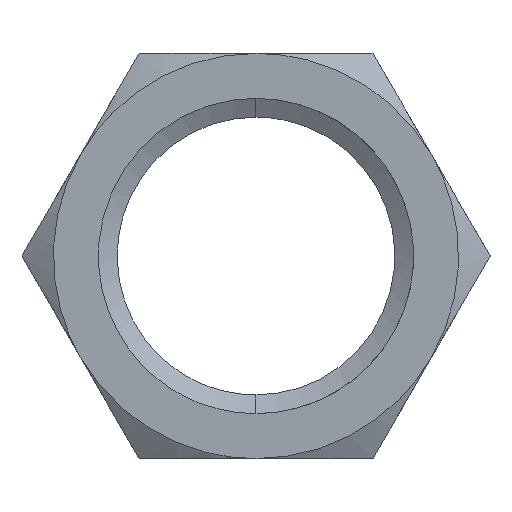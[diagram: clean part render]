
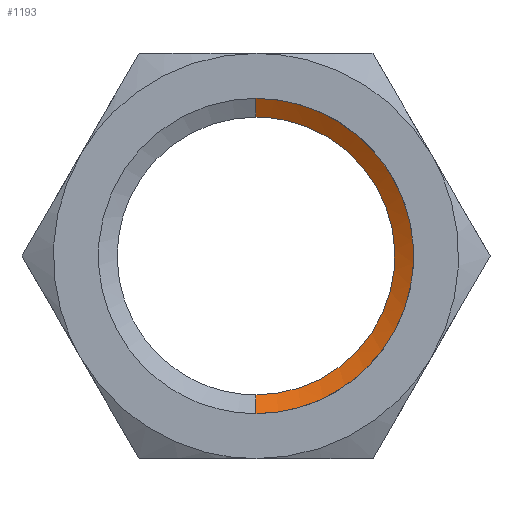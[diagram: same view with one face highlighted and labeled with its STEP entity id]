
A CAD part, front view. The second image highlights one B-rep face of the part: STEP entity #1193.
In plain terms, the highlighted free-form (B-spline) face has degree [1, 3] with [2, 7] control points.
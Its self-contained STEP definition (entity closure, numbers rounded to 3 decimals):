
#2 = CARTESIAN_POINT ( 'NONE',  ( 0., 2.122, -9.25 ) ) ;
#66 = CARTESIAN_POINT ( 'NONE',  ( 10.5, 1.4, 0. ) ) ;
#68 =( BOUNDED_CURVE ( )  B_SPLINE_CURVE ( 3, ( #944, #1207, #1317, #584, #1065, #831, #826 ),
 .UNSPECIFIED., .F., .T. ) 
 B_SPLINE_CURVE_WITH_KNOTS ( ( 4, 3, 4 ),
 ( -3.142, -1.571, 0. ),
 .UNSPECIFIED. ) 
 CURVE ( )  GEOMETRIC_REPRESENTATION_ITEM ( )  RATIONAL_B_SPLINE_CURVE ( ( 1., 0.805, 0.805, 1., 0.805, 0.805, 1. ) ) 
 REPRESENTATION_ITEM ( '' )  );
#127 = CARTESIAN_POINT ( 'NONE',  ( 5.419, 2.122, 9.25 ) ) ;
#146 = FACE_OUTER_BOUND ( 'NONE', #1173, .T. ) ;
#158 = CARTESIAN_POINT ( 'NONE',  ( 0., 2.122, 9.25 ) ) ;
#247 = EDGE_CURVE ( 'NONE', #1343, #369, #1515, .T. ) ;
#288 = EDGE_CURVE ( 'NONE', #941, #1343, #1067, .T. ) ;
#323 = ORIENTED_EDGE ( 'NONE', *, *, #247, .T. ) ;
#335 = B_SPLINE_CURVE_WITH_KNOTS ( 'NONE', 1,
 ( #1533, #1302 ),
 .UNSPECIFIED., .F., .F.,
 ( 2, 2 ),
 ( -1., 0. ),
 .UNSPECIFIED. ) ;
#369 = VERTEX_POINT ( 'NONE', #955 ) ;
#412 = CARTESIAN_POINT ( 'NONE',  ( 10.5, 1.4, -6.151 ) ) ;
#489 = CARTESIAN_POINT ( 'NONE',  ( 10.5, 1.4, 0. ) ) ;
#507 = EDGE_CURVE ( 'NONE', #369, #1568, #335, .T. ) ;
#533 = CARTESIAN_POINT ( 'NONE',  ( 0., 2.122, -9.25 ) ) ;
#584 = CARTESIAN_POINT ( 'NONE',  ( 9.25, 2.122, 0. ) ) ;
#671 = CARTESIAN_POINT ( 'NONE',  ( 0., 2.122, -9.25 ) ) ;
#739 = CARTESIAN_POINT ( 'NONE',  ( 9.25, 2.122, -5.419 ) ) ;
#826 = CARTESIAN_POINT ( 'NONE',  ( 0., 2.122, 9.25 ) ) ;
#831 = CARTESIAN_POINT ( 'NONE',  ( 5.419, 2.122, 9.25 ) ) ;
#838 = CARTESIAN_POINT ( 'NONE',  ( 6.151, 1.4, -10.5 ) ) ;
#896 = CARTESIAN_POINT ( 'NONE',  ( 6.151, 1.4, -10.5 ) ) ;
#908 = CARTESIAN_POINT ( 'NONE',  ( 0., 1.4, -10.5 ) ) ;
#941 = VERTEX_POINT ( 'NONE', #533 ) ;
#944 = CARTESIAN_POINT ( 'NONE',  ( 0., 2.122, -9.25 ) ) ;
#955 = CARTESIAN_POINT ( 'NONE',  ( 0., 1.4, 10.5 ) ) ;
#974 = CARTESIAN_POINT ( 'NONE',  ( 0., 2.122, 9.25 ) ) ;
#1009 = CARTESIAN_POINT ( 'NONE',  ( 0., 1.4, -10.5 ) ) ;
#1023 = CARTESIAN_POINT ( 'NONE',  ( 10.5, 1.4, 6.151 ) ) ;
#1028 = CARTESIAN_POINT ( 'NONE',  ( 0., 1.4, 10.5 ) ) ;
#1034 = CARTESIAN_POINT ( 'NONE',  ( 6.151, 1.4, 10.5 ) ) ;
#1054 = ORIENTED_EDGE ( 'NONE', *, *, #507, .T. ) ;
#1065 = CARTESIAN_POINT ( 'NONE',  ( 9.25, 2.122, 5.419 ) ) ;
#1067 = B_SPLINE_CURVE_WITH_KNOTS ( 'NONE', 1,
 ( #671, #1525 ),
 .UNSPECIFIED., .F., .F.,
 ( 2, 2 ),
 ( -1., 0. ),
 .UNSPECIFIED. ) ;
#1088 = CARTESIAN_POINT ( 'NONE',  ( 10.5, 1.4, 6.151 ) ) ;
#1100 = CARTESIAN_POINT ( 'NONE',  ( 0., 1.4, -10.5 ) ) ;
#1147 =( BOUNDED_SURFACE ( )  B_SPLINE_SURFACE ( 1, 3, ( 
 ( #2, #1567, #739, #1454, #1216, #127, #974 ),
 ( #1100, #838, #1209, #489, #1088, #1341, #1460 ) ),
 .UNSPECIFIED., .F., .F., .T. ) 
 B_SPLINE_SURFACE_WITH_KNOTS ( ( 2, 2 ),
 ( 4, 3, 4 ),
 ( 0., 1. ),
 ( 0., 0.5, 1. ),
 .UNSPECIFIED. ) 
 GEOMETRIC_REPRESENTATION_ITEM ( )  RATIONAL_B_SPLINE_SURFACE ( (
 ( 1., 0.805, 0.805, 1., 0.805, 0.805, 1.),
 ( 1., 0.805, 0.805, 1., 0.805, 0.805, 1.) ) ) 
 REPRESENTATION_ITEM ( '' )  SURFACE ( )  );
#1173 = EDGE_LOOP ( 'NONE', ( #1270, #323, #1054, #1565 ) ) ;
#1193 = ADVANCED_FACE ( 'NONE', ( #146 ), #1147, .T. ) ;
#1207 = CARTESIAN_POINT ( 'NONE',  ( 5.419, 2.122, -9.25 ) ) ;
#1209 = CARTESIAN_POINT ( 'NONE',  ( 10.5, 1.4, -6.151 ) ) ;
#1216 = CARTESIAN_POINT ( 'NONE',  ( 9.25, 2.122, 5.419 ) ) ;
#1270 = ORIENTED_EDGE ( 'NONE', *, *, #288, .T. ) ;
#1302 = CARTESIAN_POINT ( 'NONE',  ( 0., 2.122, 9.25 ) ) ;
#1317 = CARTESIAN_POINT ( 'NONE',  ( 9.25, 2.122, -5.419 ) ) ;
#1341 = CARTESIAN_POINT ( 'NONE',  ( 6.151, 1.4, 10.5 ) ) ;
#1343 = VERTEX_POINT ( 'NONE', #1009 ) ;
#1454 = CARTESIAN_POINT ( 'NONE',  ( 9.25, 2.122, 0. ) ) ;
#1460 = CARTESIAN_POINT ( 'NONE',  ( 0., 1.4, 10.5 ) ) ;
#1463 = EDGE_CURVE ( 'NONE', #941, #1568, #68, .T. ) ;
#1515 =( BOUNDED_CURVE ( )  B_SPLINE_CURVE ( 3, ( #908, #896, #412, #66, #1023, #1034, #1028 ),
 .UNSPECIFIED., .F., .F. ) 
 B_SPLINE_CURVE_WITH_KNOTS ( ( 4, 3, 4 ),
 ( -3.142, -1.571, 0. ),
 .UNSPECIFIED. ) 
 CURVE ( )  GEOMETRIC_REPRESENTATION_ITEM ( )  RATIONAL_B_SPLINE_CURVE ( ( 1., 0.805, 0.805, 1., 0.805, 0.805, 1. ) ) 
 REPRESENTATION_ITEM ( '' )  );
#1525 = CARTESIAN_POINT ( 'NONE',  ( 0., 1.4, -10.5 ) ) ;
#1533 = CARTESIAN_POINT ( 'NONE',  ( 0., 1.4, 10.5 ) ) ;
#1565 = ORIENTED_EDGE ( 'NONE', *, *, #1463, .F. ) ;
#1567 = CARTESIAN_POINT ( 'NONE',  ( 5.419, 2.122, -9.25 ) ) ;
#1568 = VERTEX_POINT ( 'NONE', #158 ) ;
